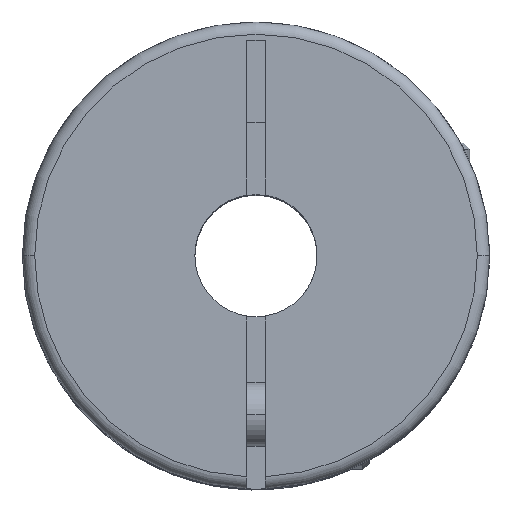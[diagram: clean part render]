
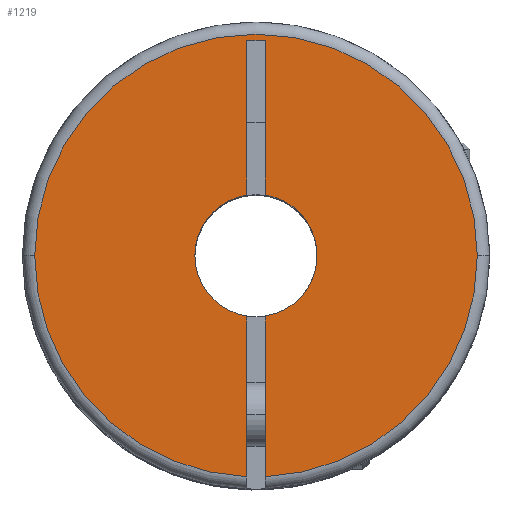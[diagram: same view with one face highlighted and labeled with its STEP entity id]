
A CAD part, top view. The second image highlights one B-rep face of the part: STEP entity #1219.
In plain terms, the highlighted planar face has unit normal (0, 0, 1).
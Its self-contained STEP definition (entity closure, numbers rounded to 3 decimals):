
#3 = AXIS2_PLACEMENT_3D ( 'NONE', #1875, #402, #3129 ) ;
#7 = VECTOR ( 'NONE', #2630, 1000. ) ;
#15 = EDGE_LOOP ( 'NONE', ( #719, #2482, #3019, #1569, #3056, #3896, #1551, #1148, #2120, #1720, #67 ) ) ;
#34 = LINE ( 'NONE', #1302, #1321 ) ;
#59 = CARTESIAN_POINT ( 'NONE',  ( 0.375, -9.55, 0. ) ) ;
#67 = ORIENTED_EDGE ( 'NONE', *, *, #1854, .F. ) ;
#129 = CIRCLE ( 'NONE', #2339, 2.5 ) ;
#187 = AXIS2_PLACEMENT_3D ( 'NONE', #1098, #527, #782 ) ;
#310 = DIRECTION ( 'NONE',  ( -1., 0., 0. ) ) ;
#352 = VERTEX_POINT ( 'NONE', #1268 ) ;
#372 = CARTESIAN_POINT ( 'NONE',  ( 0.375, 8.8, 0. ) ) ;
#377 = CIRCLE ( 'NONE', #944, 9.05 ) ;
#402 = DIRECTION ( 'NONE',  ( 0., 0., -1. ) ) ;
#462 = DIRECTION ( 'NONE',  ( -1., 0., 0. ) ) ;
#487 = VERTEX_POINT ( 'NONE', #720 ) ;
#492 = DIRECTION ( 'NONE',  ( -1., 0., 0. ) ) ;
#493 = DIRECTION ( 'NONE',  ( 0., 0., -1. ) ) ;
#503 = LINE ( 'NONE', #1692, #1267 ) ;
#521 = EDGE_CURVE ( 'NONE', #1242, #352, #1687, .T. ) ;
#527 = DIRECTION ( 'NONE',  ( 0., 0., -1. ) ) ;
#541 = CARTESIAN_POINT ( 'NONE',  ( 0.375, -9.55, 0. ) ) ;
#586 = CIRCLE ( 'NONE', #1578, 9.05 ) ;
#685 = CARTESIAN_POINT ( 'NONE',  ( -0.375, 8.8, 0. ) ) ;
#710 = CARTESIAN_POINT ( 'NONE',  ( 0.375, -9.042, 0. ) ) ;
#719 = ORIENTED_EDGE ( 'NONE', *, *, #2178, .F. ) ;
#720 = CARTESIAN_POINT ( 'NONE',  ( 0.375, 2.472, 0. ) ) ;
#721 = LINE ( 'NONE', #59, #3079 ) ;
#724 = VERTEX_POINT ( 'NONE', #2400 ) ;
#754 = EDGE_CURVE ( 'NONE', #1705, #352, #3419, .T. ) ;
#782 = DIRECTION ( 'NONE',  ( -1., 0., 0. ) ) ;
#798 = CARTESIAN_POINT ( 'NONE',  ( -0.375, -9.042, 0. ) ) ;
#861 = VERTEX_POINT ( 'NONE', #1553 ) ;
#944 = AXIS2_PLACEMENT_3D ( 'NONE', #2341, #3236, #3561 ) ;
#1098 = CARTESIAN_POINT ( 'NONE',  ( 0., 0., 0. ) ) ;
#1148 = ORIENTED_EDGE ( 'NONE', *, *, #3301, .T. ) ;
#1151 = DIRECTION ( 'NONE',  ( 0., 0., -1. ) ) ;
#1219 = ADVANCED_FACE ( 'NONE', ( #2450 ), #2489, .F. ) ;
#1235 = VECTOR ( 'NONE', #1989, 1000. ) ;
#1242 = VERTEX_POINT ( 'NONE', #685 ) ;
#1267 = VECTOR ( 'NONE', #462, 1000. ) ;
#1268 = CARTESIAN_POINT ( 'NONE',  ( -0.375, 2.472, 0. ) ) ;
#1302 = CARTESIAN_POINT ( 'NONE',  ( -0.375, 8.8, 0. ) ) ;
#1315 = EDGE_CURVE ( 'NONE', #724, #2462, #3522, .T. ) ;
#1321 = VECTOR ( 'NONE', #1909, 1000. ) ;
#1351 = EDGE_CURVE ( 'NONE', #2349, #1242, #503, .T. ) ;
#1446 = AXIS2_PLACEMENT_3D ( 'NONE', #3178, #493, #3438 ) ;
#1538 = AXIS2_PLACEMENT_3D ( 'NONE', #1889, #3078, #310 ) ;
#1551 = ORIENTED_EDGE ( 'NONE', *, *, #1605, .F. ) ;
#1553 = CARTESIAN_POINT ( 'NONE',  ( -9.05, 0., 0. ) ) ;
#1569 = ORIENTED_EDGE ( 'NONE', *, *, #754, .T. ) ;
#1578 = AXIS2_PLACEMENT_3D ( 'NONE', #1774, #1151, #2670 ) ;
#1605 = EDGE_CURVE ( 'NONE', #487, #2349, #721, .T. ) ;
#1687 = LINE ( 'NONE', #2867, #1235 ) ;
#1692 = CARTESIAN_POINT ( 'NONE',  ( 0.375, 8.8, 0. ) ) ;
#1705 = VERTEX_POINT ( 'NONE', #3739 ) ;
#1720 = ORIENTED_EDGE ( 'NONE', *, *, #1315, .F. ) ;
#1739 = VERTEX_POINT ( 'NONE', #798 ) ;
#1741 = EDGE_CURVE ( 'NONE', #2462, #2685, #3879, .T. ) ;
#1774 = CARTESIAN_POINT ( 'NONE',  ( 0., 0., 0. ) ) ;
#1854 = EDGE_CURVE ( 'NONE', #861, #724, #586, .T. ) ;
#1875 = CARTESIAN_POINT ( 'NONE',  ( 0., 0., 0. ) ) ;
#1889 = CARTESIAN_POINT ( 'NONE',  ( 0., 0., 0. ) ) ;
#1909 = DIRECTION ( 'NONE',  ( 0., -1., 0. ) ) ;
#1989 = DIRECTION ( 'NONE',  ( 0., -1., 0. ) ) ;
#2019 = EDGE_CURVE ( 'NONE', #3885, #1705, #129, .T. ) ;
#2120 = ORIENTED_EDGE ( 'NONE', *, *, #1741, .F. ) ;
#2139 = CIRCLE ( 'NONE', #1446, 2.5 ) ;
#2178 = EDGE_CURVE ( 'NONE', #1739, #861, #377, .T. ) ;
#2336 = CARTESIAN_POINT ( 'NONE',  ( 0.375, -2.472, 0. ) ) ;
#2339 = AXIS2_PLACEMENT_3D ( 'NONE', #3475, #3121, #492 ) ;
#2341 = CARTESIAN_POINT ( 'NONE',  ( 0., 0., 0. ) ) ;
#2349 = VERTEX_POINT ( 'NONE', #372 ) ;
#2400 = CARTESIAN_POINT ( 'NONE',  ( 9.05, 0., 0. ) ) ;
#2450 = FACE_OUTER_BOUND ( 'NONE', #15, .T. ) ;
#2462 = VERTEX_POINT ( 'NONE', #710 ) ;
#2482 = ORIENTED_EDGE ( 'NONE', *, *, #3113, .F. ) ;
#2489 = PLANE ( 'NONE',  #3 ) ;
#2630 = DIRECTION ( 'NONE',  ( 0., 1., 0. ) ) ;
#2670 = DIRECTION ( 'NONE',  ( -1., 0., 0. ) ) ;
#2685 = VERTEX_POINT ( 'NONE', #2336 ) ;
#2738 = CARTESIAN_POINT ( 'NONE',  ( -0.375, -2.472, 0. ) ) ;
#2867 = CARTESIAN_POINT ( 'NONE',  ( -0.375, 8.8, 0. ) ) ;
#3019 = ORIENTED_EDGE ( 'NONE', *, *, #2019, .T. ) ;
#3056 = ORIENTED_EDGE ( 'NONE', *, *, #521, .F. ) ;
#3078 = DIRECTION ( 'NONE',  ( 0., 0., -1. ) ) ;
#3079 = VECTOR ( 'NONE', #3345, 1000. ) ;
#3113 = EDGE_CURVE ( 'NONE', #3885, #1739, #34, .T. ) ;
#3121 = DIRECTION ( 'NONE',  ( 0., 0., -1. ) ) ;
#3129 = DIRECTION ( 'NONE',  ( 0., -1., 0. ) ) ;
#3178 = CARTESIAN_POINT ( 'NONE',  ( 0., 0., 0. ) ) ;
#3236 = DIRECTION ( 'NONE',  ( 0., 0., -1. ) ) ;
#3301 = EDGE_CURVE ( 'NONE', #487, #2685, #2139, .T. ) ;
#3345 = DIRECTION ( 'NONE',  ( 0., 1., 0. ) ) ;
#3419 = CIRCLE ( 'NONE', #1538, 2.5 ) ;
#3438 = DIRECTION ( 'NONE',  ( -1., 0., 0. ) ) ;
#3475 = CARTESIAN_POINT ( 'NONE',  ( 0., 0., 0. ) ) ;
#3522 = CIRCLE ( 'NONE', #187, 9.05 ) ;
#3561 = DIRECTION ( 'NONE',  ( -1., 0., 0. ) ) ;
#3739 = CARTESIAN_POINT ( 'NONE',  ( -2.5, 0., 0. ) ) ;
#3879 = LINE ( 'NONE', #541, #7 ) ;
#3885 = VERTEX_POINT ( 'NONE', #2738 ) ;
#3896 = ORIENTED_EDGE ( 'NONE', *, *, #1351, .F. ) ;
